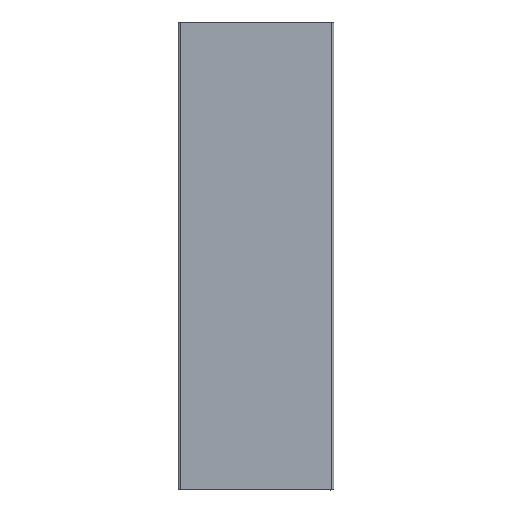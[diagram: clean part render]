
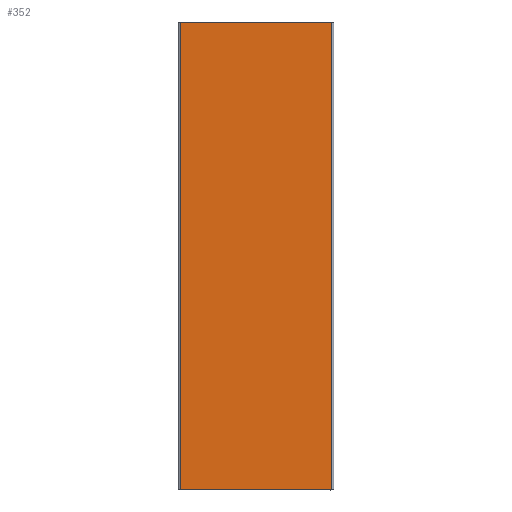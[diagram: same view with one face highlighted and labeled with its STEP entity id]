
A CAD part, top view. The second image highlights one B-rep face of the part: STEP entity #352.
In plain terms, the highlighted planar face has unit normal (0, 0, 1).
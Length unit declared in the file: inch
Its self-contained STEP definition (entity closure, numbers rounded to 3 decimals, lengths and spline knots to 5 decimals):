
#289=CARTESIAN_POINT('',(4.85248,12.98578,0.3723));
#290=VERTEX_POINT('',#289);
#298=CARTESIAN_POINT('',(4.85248,6.98578,0.3723));
#299=VERTEX_POINT('',#298);
#300=CARTESIAN_POINT('',(4.85248,6.98578,0.3723));
#301=DIRECTION('',(0.,1.,0.));
#302=VECTOR('',#301,1.);
#303=LINE('',#300,#302);
#304=EDGE_CURVE('',#299,#290,#303,.T.);
#322=CARTESIAN_POINT('',(2.91548,12.98578,0.3723));
#323=VERTEX_POINT('',#322);
#324=CARTESIAN_POINT('',(4.85248,12.98578,0.3723));
#325=DIRECTION('',(-1.,0.,0.));
#326=VECTOR('',#325,1.);
#327=LINE('',#324,#326);
#328=EDGE_CURVE('',#290,#323,#327,.T.);
#329=ORIENTED_EDGE('',*,*,#328,.T.);
#330=CARTESIAN_POINT('',(2.91548,6.98578,0.3723));
#331=VERTEX_POINT('',#330);
#332=CARTESIAN_POINT('',(2.91548,6.98578,0.3723));
#333=DIRECTION('',(0.,1.,0.));
#334=VECTOR('',#333,1.);
#335=LINE('',#332,#334);
#336=EDGE_CURVE('',#331,#323,#335,.T.);
#337=ORIENTED_EDGE('',*,*,#336,.F.);
#338=CARTESIAN_POINT('',(4.85248,6.98578,0.3723));
#339=DIRECTION('',(-1.,0.,0.));
#340=VECTOR('',#339,1.);
#341=LINE('',#338,#340);
#342=EDGE_CURVE('',#299,#331,#341,.T.);
#343=ORIENTED_EDGE('',*,*,#342,.F.);
#344=ORIENTED_EDGE('',*,*,#304,.T.);
#345=EDGE_LOOP('',(#329,#337,#343,#344));
#346=FACE_OUTER_BOUND('',#345,.T.);
#347=CARTESIAN_POINT('',(3.88398,6.98578,0.3723));
#348=DIRECTION('',(0.,0.,1.));
#349=DIRECTION('',(1.,0.,0.));
#350=AXIS2_PLACEMENT_3D('',#347,#348,#349);
#351=PLANE('',#350);
#352=ADVANCED_FACE('',(#346),#351,.T.);
